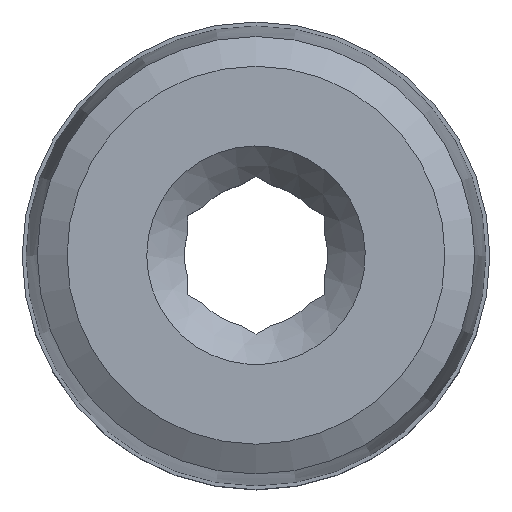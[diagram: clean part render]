
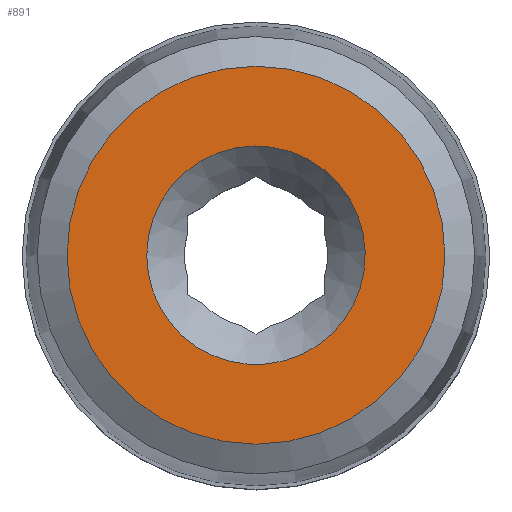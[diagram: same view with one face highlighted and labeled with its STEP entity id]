
A CAD part, top view. The second image highlights one B-rep face of the part: STEP entity #891.
In plain terms, the highlighted planar face has unit normal (0, 0, 1).
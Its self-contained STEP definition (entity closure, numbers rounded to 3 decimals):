
#47=PLANE('',#964);
#88=CIRCLE('',#965,5.535);
#89=CIRCLE('',#966,3.2);
#147=ORIENTED_EDGE('',*,*,#284,.F.);
#148=ORIENTED_EDGE('',*,*,#285,.T.);
#284=EDGE_CURVE('',#360,#360,#88,.T.);
#285=EDGE_CURVE('',#361,#361,#89,.T.);
#360=VERTEX_POINT('',#1271);
#361=VERTEX_POINT('',#1273);
#478=EDGE_LOOP('',(#147));
#479=EDGE_LOOP('',(#148));
#542=FACE_BOUND('',#478,.T.);
#543=FACE_BOUND('',#479,.T.);
#891=ADVANCED_FACE('',(#542,#543),#47,.F.);
#964=AXIS2_PLACEMENT_3D('',#1269,#1099,#1100);
#965=AXIS2_PLACEMENT_3D('',#1270,#1101,#1102);
#966=AXIS2_PLACEMENT_3D('',#1272,#1103,#1104);
#1099=DIRECTION('',(0.,0.,-1.));
#1100=DIRECTION('',(-1.,0.,0.));
#1101=DIRECTION('',(0.,0.,-1.));
#1102=DIRECTION('',(-1.,0.,0.));
#1103=DIRECTION('',(0.,0.,-1.));
#1104=DIRECTION('',(-1.,0.,0.));
#1269=CARTESIAN_POINT('',(0.,0.,11.));
#1270=CARTESIAN_POINT('',(0.,0.,11.));
#1271=CARTESIAN_POINT('',(-5.535,0.,11.));
#1272=CARTESIAN_POINT('',(0.,0.,11.));
#1273=CARTESIAN_POINT('',(-3.2,0.,11.));
